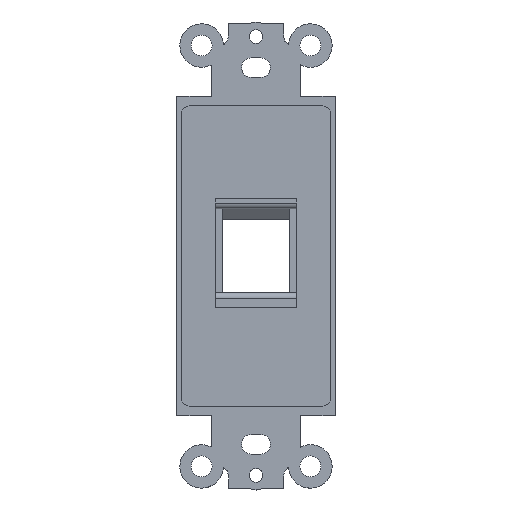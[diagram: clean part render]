
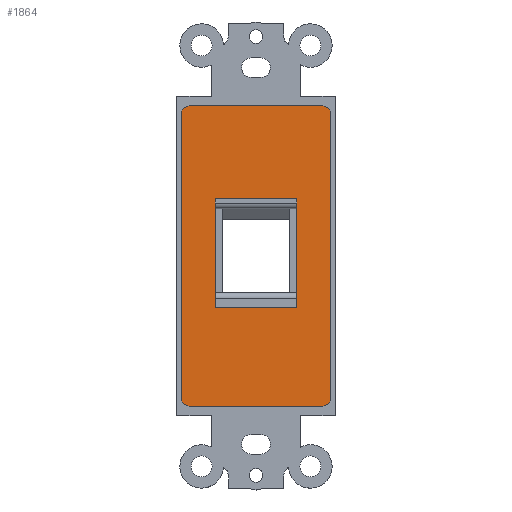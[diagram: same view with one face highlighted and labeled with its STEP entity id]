
A CAD part, top view. The second image highlights one B-rep face of the part: STEP entity #1864.
In plain terms, the highlighted planar face has unit normal (0, 0, 1).
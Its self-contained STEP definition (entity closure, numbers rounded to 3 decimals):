
#33=FACE_BOUND('',#276,.T.);
#72=CIRCLE('',#1995,1.75);
#73=CIRCLE('',#1996,1.75);
#74=CIRCLE('',#1997,1.75);
#75=CIRCLE('',#1998,1.75);
#180=FACE_OUTER_BOUND('',#275,.T.);
#275=EDGE_LOOP('',(#1403,#1404,#1405,#1406,#1407,#1408,#1409,#1410));
#276=EDGE_LOOP('',(#1411,#1412,#1413,#1414,#1415,#1416));
#355=LINE('',#2625,#557);
#368=LINE('',#2657,#570);
#378=LINE('',#2682,#580);
#393=LINE('',#2715,#595);
#411=LINE('',#2750,#613);
#435=LINE('',#2810,#637);
#443=LINE('',#2841,#645);
#444=LINE('',#2845,#646);
#445=LINE('',#2849,#647);
#446=LINE('',#2852,#648);
#557=VECTOR('',#2104,10.);
#570=VECTOR('',#2127,10.);
#580=VECTOR('',#2147,10.);
#595=VECTOR('',#2178,10.);
#613=VECTOR('',#2210,10.);
#637=VECTOR('',#2270,10.);
#645=VECTOR('',#2302,10.);
#646=VECTOR('',#2305,10.);
#647=VECTOR('',#2308,10.);
#648=VECTOR('',#2311,10.);
#759=VERTEX_POINT('',#2623);
#760=VERTEX_POINT('',#2624);
#773=VERTEX_POINT('',#2655);
#774=VERTEX_POINT('',#2656);
#784=VERTEX_POINT('',#2681);
#794=VERTEX_POINT('',#2714);
#831=VERTEX_POINT('',#2837);
#832=VERTEX_POINT('',#2838);
#833=VERTEX_POINT('',#2840);
#834=VERTEX_POINT('',#2842);
#835=VERTEX_POINT('',#2844);
#836=VERTEX_POINT('',#2846);
#837=VERTEX_POINT('',#2848);
#838=VERTEX_POINT('',#2850);
#941=EDGE_CURVE('',#759,#760,#355,.T.);
#956=EDGE_CURVE('',#773,#774,#368,.T.);
#969=EDGE_CURVE('',#784,#759,#378,.T.);
#987=EDGE_CURVE('',#794,#773,#393,.T.);
#1005=EDGE_CURVE('',#774,#784,#411,.T.);
#1035=EDGE_CURVE('',#760,#794,#435,.T.);
#1049=EDGE_CURVE('',#831,#832,#72,.T.);
#1050=EDGE_CURVE('',#833,#831,#443,.T.);
#1051=EDGE_CURVE('',#834,#833,#73,.T.);
#1052=EDGE_CURVE('',#835,#834,#444,.T.);
#1053=EDGE_CURVE('',#836,#835,#74,.T.);
#1054=EDGE_CURVE('',#837,#836,#445,.T.);
#1055=EDGE_CURVE('',#838,#837,#75,.T.);
#1056=EDGE_CURVE('',#832,#838,#446,.T.);
#1403=ORIENTED_EDGE('',*,*,#1049,.F.);
#1404=ORIENTED_EDGE('',*,*,#1050,.F.);
#1405=ORIENTED_EDGE('',*,*,#1051,.F.);
#1406=ORIENTED_EDGE('',*,*,#1052,.F.);
#1407=ORIENTED_EDGE('',*,*,#1053,.F.);
#1408=ORIENTED_EDGE('',*,*,#1054,.F.);
#1409=ORIENTED_EDGE('',*,*,#1055,.F.);
#1410=ORIENTED_EDGE('',*,*,#1056,.F.);
#1411=ORIENTED_EDGE('',*,*,#1005,.T.);
#1412=ORIENTED_EDGE('',*,*,#969,.T.);
#1413=ORIENTED_EDGE('',*,*,#941,.T.);
#1414=ORIENTED_EDGE('',*,*,#1035,.T.);
#1415=ORIENTED_EDGE('',*,*,#987,.T.);
#1416=ORIENTED_EDGE('',*,*,#956,.T.);
#1795=PLANE('',#1994);
#1864=ADVANCED_FACE('',(#180,#33),#1795,.T.);
#1994=AXIS2_PLACEMENT_3D('',#2836,#2298,#2299);
#1995=AXIS2_PLACEMENT_3D('',#2839,#2300,#2301);
#1996=AXIS2_PLACEMENT_3D('',#2843,#2303,#2304);
#1997=AXIS2_PLACEMENT_3D('',#2847,#2306,#2307);
#1998=AXIS2_PLACEMENT_3D('',#2851,#2309,#2310);
#2104=DIRECTION('',(-1.,0.,0.));
#2127=DIRECTION('',(0.,1.,0.));
#2147=DIRECTION('',(0.,-1.,0.));
#2178=DIRECTION('',(-1.,0.,0.));
#2210=DIRECTION('',(1.,0.,0.));
#2270=DIRECTION('',(-1.,0.,0.));
#2298=DIRECTION('center_axis',(0.,0.,1.));
#2299=DIRECTION('ref_axis',(1.,0.,0.));
#2300=DIRECTION('center_axis',(0.,0.,-1.));
#2301=DIRECTION('ref_axis',(0.,1.,0.));
#2302=DIRECTION('',(0.,1.,0.));
#2303=DIRECTION('center_axis',(0.,0.,-1.));
#2304=DIRECTION('ref_axis',(-1.,0.,0.));
#2305=DIRECTION('',(-1.,0.,0.));
#2306=DIRECTION('center_axis',(0.,0.,-1.));
#2307=DIRECTION('ref_axis',(0.,-1.,0.));
#2308=DIRECTION('',(0.,-1.,0.));
#2309=DIRECTION('center_axis',(0.,0.,-1.));
#2310=DIRECTION('ref_axis',(1.,0.,0.));
#2311=DIRECTION('',(1.,0.,0.));
#2623=CARTESIAN_POINT('',(9.,-9.7,3.));
#2624=CARTESIAN_POINT('',(7.4,-9.7,3.));
#2625=CARTESIAN_POINT('',(-4.5,-9.7,3.));
#2655=CARTESIAN_POINT('',(-9.,-9.7,3.));
#2656=CARTESIAN_POINT('',(-9.,12.75,3.));
#2657=CARTESIAN_POINT('',(-9.,6.375,3.));
#2681=CARTESIAN_POINT('',(9.,12.75,3.));
#2682=CARTESIAN_POINT('',(9.,-4.85,3.));
#2714=CARTESIAN_POINT('',(-7.4,-9.7,3.));
#2715=CARTESIAN_POINT('',(-4.5,-9.7,3.));
#2750=CARTESIAN_POINT('',(4.5,12.75,3.));
#2810=CARTESIAN_POINT('',(-4.5,-9.7,3.));
#2836=CARTESIAN_POINT('Origin',(0.,0.,3.));
#2837=CARTESIAN_POINT('',(-16.5,31.35,3.));
#2838=CARTESIAN_POINT('',(-14.75,33.1,3.));
#2839=CARTESIAN_POINT('Origin',(-14.75,31.35,3.));
#2840=CARTESIAN_POINT('',(-16.5,-31.35,3.));
#2841=CARTESIAN_POINT('',(-16.5,-15.675,3.));
#2842=CARTESIAN_POINT('',(-14.75,-33.1,3.));
#2843=CARTESIAN_POINT('Origin',(-14.75,-31.35,3.));
#2844=CARTESIAN_POINT('',(14.75,-33.1,3.));
#2845=CARTESIAN_POINT('',(7.375,-33.1,3.));
#2846=CARTESIAN_POINT('',(16.5,-31.35,3.));
#2847=CARTESIAN_POINT('Origin',(14.75,-31.35,3.));
#2848=CARTESIAN_POINT('',(16.5,31.35,3.));
#2849=CARTESIAN_POINT('',(16.5,15.675,3.));
#2850=CARTESIAN_POINT('',(14.75,33.1,3.));
#2851=CARTESIAN_POINT('Origin',(14.75,31.35,3.));
#2852=CARTESIAN_POINT('',(-7.375,33.1,3.));
